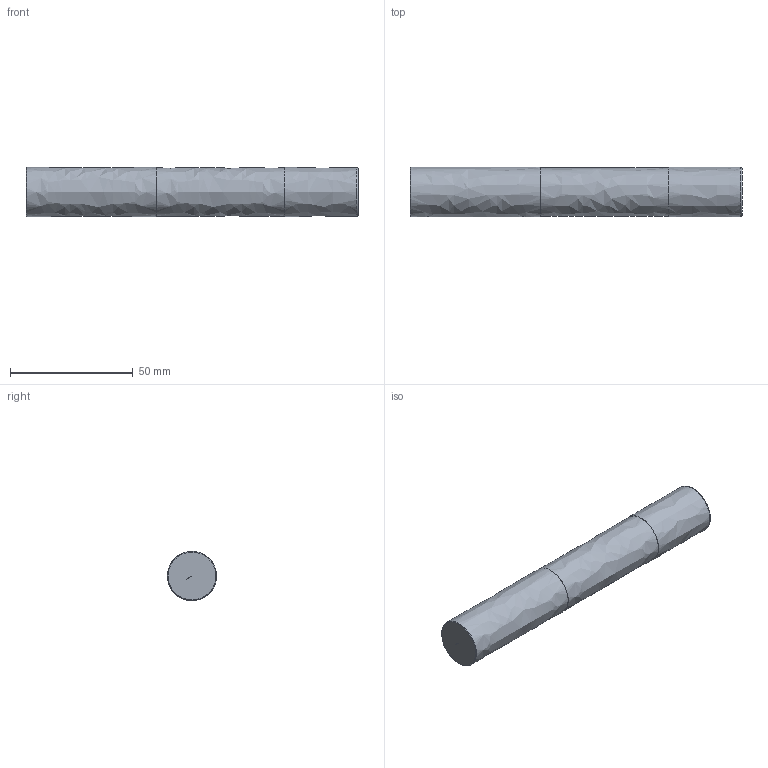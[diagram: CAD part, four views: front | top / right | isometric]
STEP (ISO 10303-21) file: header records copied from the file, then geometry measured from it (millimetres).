
FILE_DESCRIPTION ((), '1');
FILE_NAME ('137V 20N4-0_5R.STP', '2020-04-16T15:04:59', ('Unknown'), ('M.A.Ford'), 'OneCNC-XR7 Mill 3D Expert', 'OneCNC-XR7 Mill 3D Expert', '');
FILE_SCHEMA (('CONFIG_CONTROL_DESIGN'));
Length unit declared in the file: millimetre
Bounding box: 135 x 20 x 20 mm (x, y, z)
Volume: 42076.8 mm3; surface area: 9067.6 mm2
Topology: 1 solids, 1 shells, 9 faces, 19 edges, 10 vertices
Faces by surface type: bspline 9
Entity records: 1314 total; most frequent: CARTESIAN_POINT 1120, ORIENTED_EDGE 34, EDGE_CURVE 17, VERTEX_POINT 10, B_SPLINE_CURVE_WITH_KNOTS 10, EDGE_LOOP 9, FACE_OUTER_BOUND 9, ADVANCED_FACE 9
